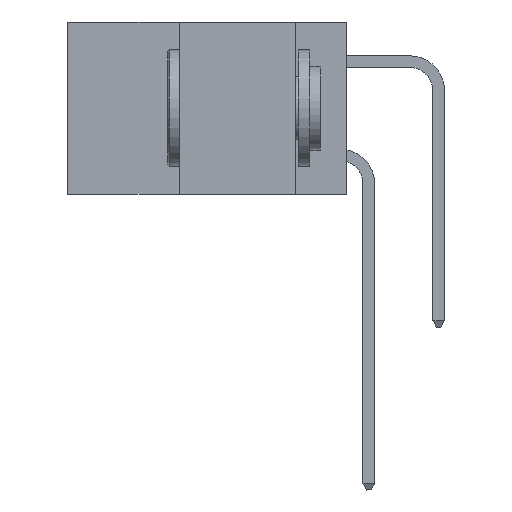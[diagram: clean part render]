
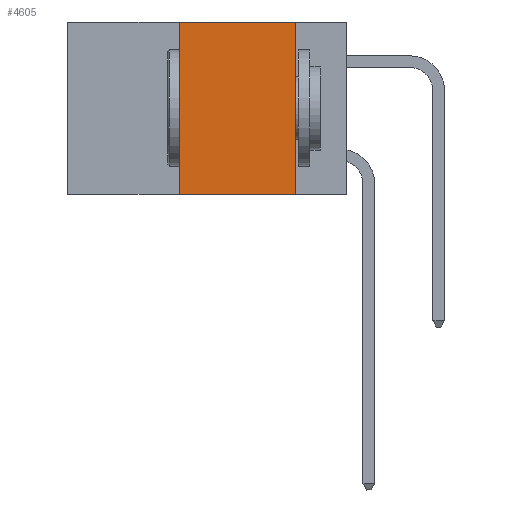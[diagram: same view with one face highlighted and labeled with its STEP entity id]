
A CAD part, left-side view. The second image highlights one B-rep face of the part: STEP entity #4605.
In plain terms, the highlighted planar face has unit normal (-1, 0, 0).
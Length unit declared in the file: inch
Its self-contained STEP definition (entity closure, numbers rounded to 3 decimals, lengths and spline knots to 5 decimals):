
#2123 = LINE ( 'NONE', #18122, #13894 ) ;
#2148 = CARTESIAN_POINT ( 'NONE',  ( 0., 0.6, 0. ) ) ;
#2198 = VERTEX_POINT ( 'NONE', #15261 ) ;
#2817 = AXIS2_PLACEMENT_3D ( 'NONE', #2148, #5433, #17830 ) ;
#2888 = CARTESIAN_POINT ( 'NONE',  ( 0., 0.6, -0.37 ) ) ;
#2900 = ORIENTED_EDGE ( 'NONE', *, *, #10832, .F. ) ;
#3882 = DIRECTION ( 'NONE',  ( 0., 0., 1. ) ) ;
#4605 = ADVANCED_FACE ( 'NONE', ( #18553 ), #13154, .F. ) ;
#5178 = CARTESIAN_POINT ( 'NONE',  ( 0., 0.36, 0. ) ) ;
#5433 = DIRECTION ( 'NONE',  ( 1., 0., 0. ) ) ;
#7602 = DIRECTION ( 'NONE',  ( 0., -1., 0. ) ) ;
#8297 = VECTOR ( 'NONE', #3882, 39.37008 ) ;
#9650 = VERTEX_POINT ( 'NONE', #12566 ) ;
#10168 = VERTEX_POINT ( 'NONE', #10320 ) ;
#10320 = CARTESIAN_POINT ( 'NONE',  ( 0., 0.36, -0.37 ) ) ;
#10329 = EDGE_LOOP ( 'NONE', ( #2900, #13824, #19269, #10404 ) ) ;
#10404 = ORIENTED_EDGE ( 'NONE', *, *, #12141, .T. ) ;
#10476 = LINE ( 'NONE', #2888, #10712 ) ;
#10497 = LINE ( 'NONE', #14832, #17403 ) ;
#10712 = VECTOR ( 'NONE', #7602, 39.37008 ) ;
#10832 = EDGE_CURVE ( 'NONE', #2198, #14622, #10497, .T. ) ;
#11621 = CARTESIAN_POINT ( 'NONE',  ( 0., 0.11, -0.37 ) ) ;
#12141 = EDGE_CURVE ( 'NONE', #10168, #14622, #10476, .T. ) ;
#12566 = CARTESIAN_POINT ( 'NONE',  ( 0., 0.36, 0. ) ) ;
#13059 = EDGE_CURVE ( 'NONE', #10168, #9650, #18763, .T. ) ;
#13154 = PLANE ( 'NONE',  #2817 ) ;
#13824 = ORIENTED_EDGE ( 'NONE', *, *, #18865, .F. ) ;
#13894 = VECTOR ( 'NONE', #15237, 39.37008 ) ;
#14622 = VERTEX_POINT ( 'NONE', #11621 ) ;
#14832 = CARTESIAN_POINT ( 'NONE',  ( 0., 0.11, 0. ) ) ;
#15237 = DIRECTION ( 'NONE',  ( 0., -1., 0. ) ) ;
#15261 = CARTESIAN_POINT ( 'NONE',  ( 0., 0.11, 0. ) ) ;
#17403 = VECTOR ( 'NONE', #19616, 39.37008 ) ;
#17830 = DIRECTION ( 'NONE',  ( 0., 0., -1. ) ) ;
#18122 = CARTESIAN_POINT ( 'NONE',  ( 0., 0.6, 0. ) ) ;
#18553 = FACE_OUTER_BOUND ( 'NONE', #10329, .T. ) ;
#18763 = LINE ( 'NONE', #5178, #8297 ) ;
#18865 = EDGE_CURVE ( 'NONE', #9650, #2198, #2123, .T. ) ;
#19269 = ORIENTED_EDGE ( 'NONE', *, *, #13059, .F. ) ;
#19616 = DIRECTION ( 'NONE',  ( 0., 0., -1. ) ) ;
